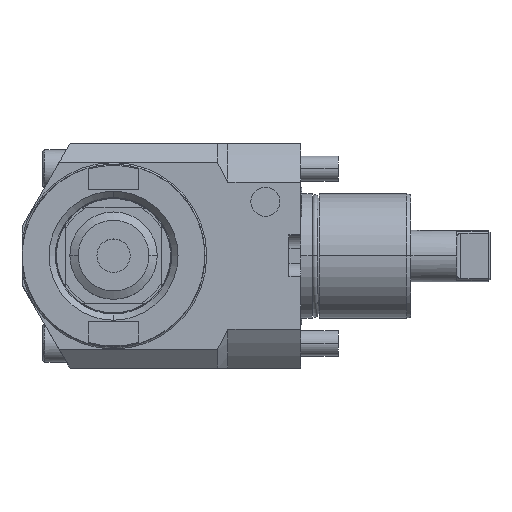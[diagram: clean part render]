
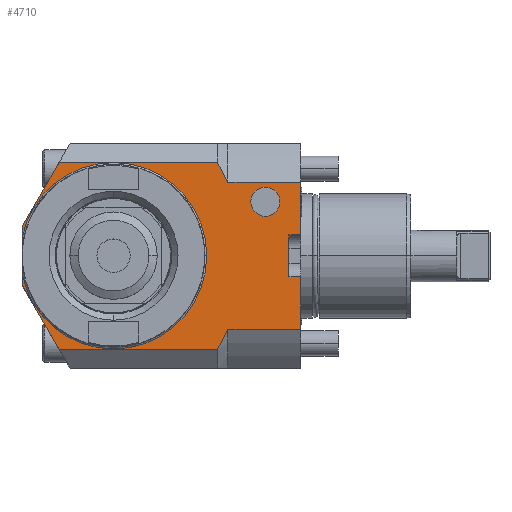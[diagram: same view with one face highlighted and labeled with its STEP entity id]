
A CAD part, top view. The second image highlights one B-rep face of the part: STEP entity #4710.
In plain terms, the highlighted planar face has unit normal (0, 0, 1).
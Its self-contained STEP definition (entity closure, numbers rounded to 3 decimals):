
#6=DIRECTION('',(-1.,0.,0.));
#7=VECTOR('',#6,35.);
#8=CARTESIAN_POINT('',(0.,-35.369,65.));
#9=LINE('',#8,#7);
#10=CARTESIAN_POINT('',(-35.,-35.369,65.));
#11=CARTESIAN_POINT('',(-35.245,-35.882,65.));
#12=CARTESIAN_POINT('',(-35.747,-36.915,65.));
#13=CARTESIAN_POINT('',(-36.533,-38.482,65.));
#14=CARTESIAN_POINT('',(-37.355,-40.072,65.));
#15=CARTESIAN_POINT('',(-38.214,-41.686,65.));
#16=CARTESIAN_POINT('',(-39.112,-43.326,65.));
#17=CARTESIAN_POINT('',(-39.738,-44.439,65.));
#18=CARTESIAN_POINT('',(-40.057,-45.,65.));
#20=DIRECTION('',(1.,0.,0.));
#21=VECTOR('',#20,76.045);
#22=CARTESIAN_POINT('',(-116.102,-45.,65.));
#23=LINE('',#22,#21);
#24=DIRECTION('',(0.5,-0.866,0.));
#25=VECTOR('',#24,35.796);
#26=CARTESIAN_POINT('',(-134.,-14.,65.));
#27=LINE('',#26,#25);
#28=CARTESIAN_POINT('',(-90.,0.,65.));
#29=DIRECTION('',(0.,0.,-1.));
#30=DIRECTION('',(1.,0.,0.));
#31=AXIS2_PLACEMENT_3D('',#28,#29,#30);
#33=CARTESIAN_POINT('',(-90.,0.,65.));
#34=DIRECTION('',(0.,0.,1.));
#35=DIRECTION('',(1.,0.,0.));
#36=AXIS2_PLACEMENT_3D('',#33,#34,#35);
#38=DIRECTION('',(-0.5,-0.866,0.));
#39=VECTOR('',#38,35.796);
#40=CARTESIAN_POINT('',(-116.102,45.,65.));
#41=LINE('',#40,#39);
#42=DIRECTION('',(1.,0.,0.));
#43=VECTOR('',#42,76.045);
#44=CARTESIAN_POINT('',(-116.102,45.,65.));
#45=LINE('',#44,#43);
#46=CARTESIAN_POINT('',(-40.057,45.,65.));
#47=CARTESIAN_POINT('',(-39.737,44.438,65.));
#48=CARTESIAN_POINT('',(-39.11,43.323,65.));
#49=CARTESIAN_POINT('',(-38.212,41.681,65.));
#50=CARTESIAN_POINT('',(-37.353,40.067,65.));
#51=CARTESIAN_POINT('',(-36.531,38.478,65.));
#52=CARTESIAN_POINT('',(-35.745,36.912,65.));
#53=CARTESIAN_POINT('',(-35.245,35.881,65.));
#54=CARTESIAN_POINT('',(-35.,35.369,65.));
#56=DIRECTION('',(-1.,0.,0.));
#57=VECTOR('',#56,35.);
#58=CARTESIAN_POINT('',(0.,35.369,65.));
#59=LINE('',#58,#57);
#60=DIRECTION('',(-1.,0.,0.));
#61=VECTOR('',#60,5.7);
#62=CARTESIAN_POINT('',(0.,10.,65.));
#63=LINE('',#62,#61);
#64=DIRECTION('',(0.,1.,0.));
#65=VECTOR('',#64,20.);
#66=CARTESIAN_POINT('',(-5.7,-10.,65.));
#67=LINE('',#66,#65);
#68=DIRECTION('',(-1.,0.,0.));
#69=VECTOR('',#68,5.7);
#70=CARTESIAN_POINT('',(0.,-10.,65.));
#71=LINE('',#70,#69);
#72=CARTESIAN_POINT('',(-17.,26.,65.));
#73=DIRECTION('',(0.,0.,-1.));
#74=DIRECTION('',(0.,1.,0.));
#75=AXIS2_PLACEMENT_3D('',#72,#73,#74);
#77=CARTESIAN_POINT('',(-17.,26.,65.));
#78=DIRECTION('',(0.,0.,-1.));
#79=DIRECTION('',(0.,-1.,0.));
#80=AXIS2_PLACEMENT_3D('',#77,#78,#79);
#357=DIRECTION('',(0.,-1.,0.));
#358=VECTOR('',#357,25.369);
#359=CARTESIAN_POINT('',(0.,-10.,65.));
#360=LINE('',#359,#358);
#383=DIRECTION('',(0.,-1.,0.));
#384=VECTOR('',#383,25.369);
#385=CARTESIAN_POINT('',(0.,35.369,65.));
#386=LINE('',#385,#384);
#825=CARTESIAN_POINT('',(-40.057,45.,65.));
#869=DIRECTION('',(0.,1.,0.));
#870=VECTOR('',#869,5.571);
#871=CARTESIAN_POINT('',(-134.,8.429,65.));
#872=LINE('',#871,#870);
#882=CARTESIAN_POINT('',(-134.,8.429,65.));
#895=DIRECTION('',(0.,1.,0.));
#896=VECTOR('',#895,5.571);
#897=CARTESIAN_POINT('',(-134.,-14.,65.));
#898=LINE('',#897,#896);
#1165=CARTESIAN_POINT('',(-40.057,-45.,65.));
#3767=CARTESIAN_POINT('',(0.,35.369,65.));
#3769=VERTEX_POINT('',#3767);
#3773=CARTESIAN_POINT('',(0.,-35.369,65.));
#3775=VERTEX_POINT('',#3773);
#3851=CARTESIAN_POINT('',(0.,-10.,65.));
#3853=VERTEX_POINT('',#3851);
#3861=CARTESIAN_POINT('',(0.,10.,65.));
#3862=VERTEX_POINT('',#3861);
#3875=CARTESIAN_POINT('',(-5.7,-10.,65.));
#3876=CARTESIAN_POINT('',(-5.7,10.,65.));
#3877=VERTEX_POINT('',#3875);
#3878=VERTEX_POINT('',#3876);
#3982=CARTESIAN_POINT('',(-134.,-14.,65.));
#3983=CARTESIAN_POINT('',(-134.,-8.429,65.));
#3984=VERTEX_POINT('',#3982);
#3985=VERTEX_POINT('',#3983);
#3986=CARTESIAN_POINT('',(-45.2,0.,65.));
#3987=VERTEX_POINT('',#3986);
#3988=VERTEX_POINT('',#882);
#3993=CARTESIAN_POINT('',(-134.,14.,65.));
#3994=VERTEX_POINT('',#3993);
#4003=CARTESIAN_POINT('',(-116.102,45.,65.));
#4005=VERTEX_POINT('',#4003);
#4016=CARTESIAN_POINT('',(-116.102,-45.,65.));
#4018=VERTEX_POINT('',#4016);
#4024=VERTEX_POINT('',#825);
#4025=VERTEX_POINT('',#1165);
#4027=CARTESIAN_POINT('',(-35.,35.369,65.));
#4029=VERTEX_POINT('',#4027);
#4049=CARTESIAN_POINT('',(-35.,-35.369,65.));
#4051=VERTEX_POINT('',#4049);
#4423=CARTESIAN_POINT('',(-17.,33.,65.));
#4424=CARTESIAN_POINT('',(-17.,19.,65.));
#4425=VERTEX_POINT('',#4423);
#4426=VERTEX_POINT('',#4424);
#4665=CARTESIAN_POINT('',(-35.,54.,65.));
#4666=DIRECTION('',(0.,0.,-1.));
#4667=DIRECTION('',(0.,-1.,0.));
#4668=AXIS2_PLACEMENT_3D('',#4665,#4666,#4667);
#4669=PLANE('',#4668);
#4671=ORIENTED_EDGE('',*,*,#4670,.T.);
#4673=ORIENTED_EDGE('',*,*,#4672,.T.);
#4675=ORIENTED_EDGE('',*,*,#4674,.F.);
#4677=ORIENTED_EDGE('',*,*,#4676,.F.);
#4679=ORIENTED_EDGE('',*,*,#4678,.T.);
#4681=ORIENTED_EDGE('',*,*,#4680,.F.);
#4683=ORIENTED_EDGE('',*,*,#4682,.T.);
#4685=ORIENTED_EDGE('',*,*,#4684,.T.);
#4687=ORIENTED_EDGE('',*,*,#4686,.F.);
#4689=ORIENTED_EDGE('',*,*,#4688,.T.);
#4690=ORIENTED_EDGE('',*,*,#4656,.T.);
#4691=ORIENTED_EDGE('',*,*,#4645,.F.);
#4693=ORIENTED_EDGE('',*,*,#4692,.T.);
#4695=ORIENTED_EDGE('',*,*,#4694,.T.);
#4697=ORIENTED_EDGE('',*,*,#4696,.F.);
#4699=ORIENTED_EDGE('',*,*,#4698,.F.);
#4701=ORIENTED_EDGE('',*,*,#4700,.T.);
#4702=EDGE_LOOP('',(#4671,#4673,#4675,#4677,#4679,#4681,#4683,#4685,#4687,#4689,
#4690,#4691,#4693,#4695,#4697,#4699,#4701));
#4703=FACE_OUTER_BOUND('',#4702,.F.);
#4705=ORIENTED_EDGE('',*,*,#4704,.F.);
#4707=ORIENTED_EDGE('',*,*,#4706,.F.);
#4708=EDGE_LOOP('',(#4705,#4707));
#4709=FACE_BOUND('',#4708,.F.);
#4710=ADVANCED_FACE('',(#4703,#4709),#4669,.F.);
#19=B_SPLINE_CURVE_WITH_KNOTS('',3,(#10,#11,#12,#13,#14,#15,#16,#17,#18),
.UNSPECIFIED.,.F.,.F.,(4,1,1,1,1,1,4),(0.,0.167,0.333,
0.5,0.667,0.833,1.),.UNSPECIFIED.);
#32=CIRCLE('',#31,44.8);
#37=CIRCLE('',#36,44.8);
#55=B_SPLINE_CURVE_WITH_KNOTS('',3,(#46,#47,#48,#49,#50,#51,#52,#53,#54),
.UNSPECIFIED.,.F.,.F.,(4,1,1,1,1,1,4),(0.,0.167,0.333,
0.5,0.667,0.833,1.),.UNSPECIFIED.);
#76=CIRCLE('',#75,7.);
#81=CIRCLE('',#80,7.);
#4645=EDGE_CURVE('',#3769,#4029,#59,.T.);
#4656=EDGE_CURVE('',#4024,#4029,#55,.T.);
#4670=EDGE_CURVE('',#3775,#4051,#9,.T.);
#4672=EDGE_CURVE('',#4051,#4025,#19,.T.);
#4674=EDGE_CURVE('',#4018,#4025,#23,.T.);
#4676=EDGE_CURVE('',#3984,#4018,#27,.T.);
#4678=EDGE_CURVE('',#3984,#3985,#898,.T.);
#4680=EDGE_CURVE('',#3987,#3985,#32,.T.);
#4682=EDGE_CURVE('',#3987,#3988,#37,.T.);
#4684=EDGE_CURVE('',#3988,#3994,#872,.T.);
#4686=EDGE_CURVE('',#4005,#3994,#41,.T.);
#4688=EDGE_CURVE('',#4005,#4024,#45,.T.);
#4692=EDGE_CURVE('',#3769,#3862,#386,.T.);
#4694=EDGE_CURVE('',#3862,#3878,#63,.T.);
#4696=EDGE_CURVE('',#3877,#3878,#67,.T.);
#4698=EDGE_CURVE('',#3853,#3877,#71,.T.);
#4700=EDGE_CURVE('',#3853,#3775,#360,.T.);
#4704=EDGE_CURVE('',#4425,#4426,#76,.T.);
#4706=EDGE_CURVE('',#4426,#4425,#81,.T.);
